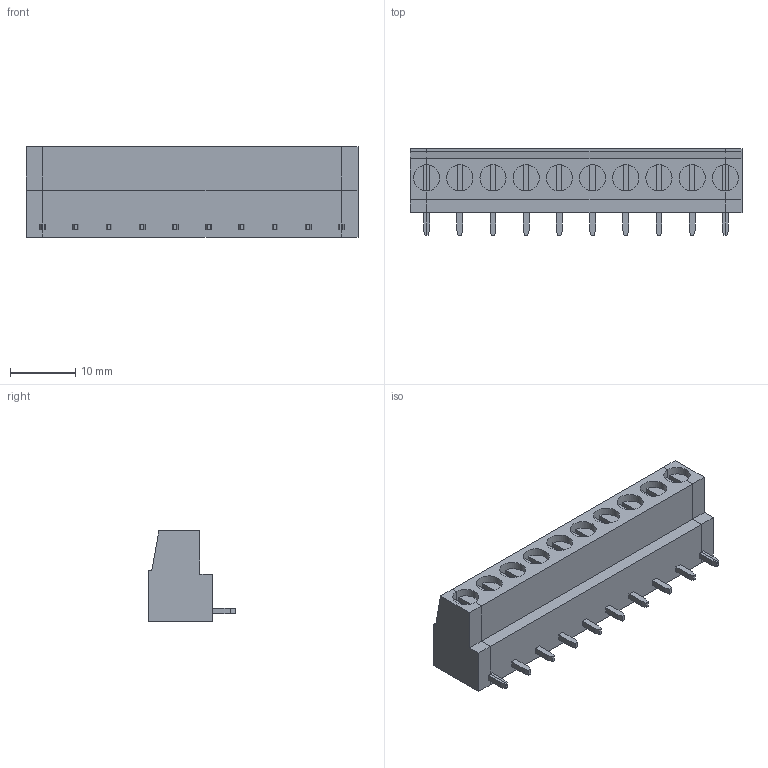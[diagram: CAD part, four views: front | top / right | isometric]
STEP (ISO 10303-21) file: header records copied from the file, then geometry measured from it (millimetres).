
FILE_DESCRIPTION( ( 'Unknown' ), '1' );
FILE_NAME( '691242500010.stp', 'Unknown', ( 'Unknown' ), ( 'Unknown' ), 'PSStep 18.0.17', 'Unknown', ' ' );
FILE_SCHEMA( ( 'AUTOMOTIVE_DESIGN { 1 0 10303 214 1 1 1 1 }' ) );
Length unit declared in the file: millimetre
Products named in the file (4): Assem1; 6912425000xx_DX; 6912425000xx_SX; 691242500010
Assembly tree (3 placements, depth 2):
  Assem1
    6912425000xx_DX
    6912425000xx_SX
    691242500010
Bounding box: 50.81 x 13.3 x 13.8 mm (x, y, z)
Volume: 5117.6 mm3; surface area: 4079.5 mm2
Topology: 3 solids, 3 shells, 374 faces, 968 edges, 632 vertices
Faces by surface type: plane 362, cylinder 12
Full cylindrical faces by diameter (mm): 4 x8
Entity records: 14118 total; most frequent: CARTESIAN_POINT 1954, ORIENTED_EDGE 1904, DIRECTION 1764, EDGE_CURVE 952, LINE 896, VECTOR 896, VERTEX_POINT 624, AXIS2_PLACEMENT_3D 434
